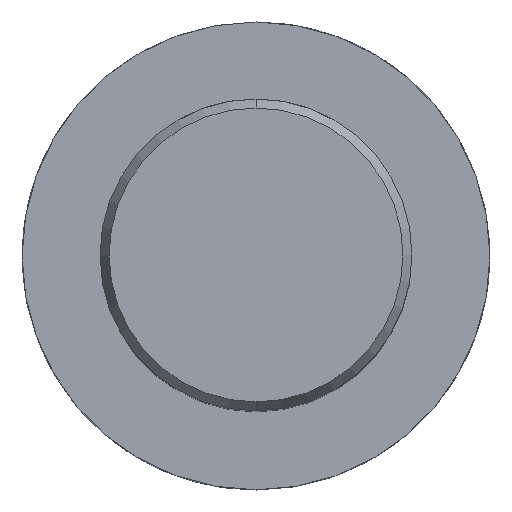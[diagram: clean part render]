
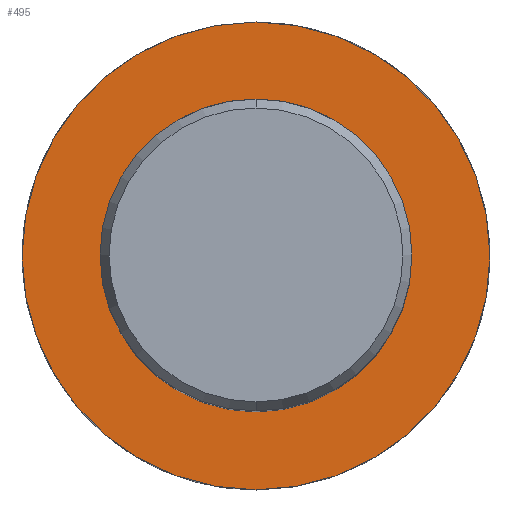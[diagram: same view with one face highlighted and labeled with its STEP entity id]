
A CAD part, top view. The second image highlights one B-rep face of the part: STEP entity #495.
In plain terms, the highlighted planar face has unit normal (0, 0, 1).
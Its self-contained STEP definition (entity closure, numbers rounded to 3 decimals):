
#495=ADVANCED_FACE('',(#1311,#1312),#1313,.T.);
#497=VERTEX_POINT('',#1315);
#619=VERTEX_POINT('',#1451);
#789=VERTEX_POINT('',#1638);
#895=EDGE_CURVE('',#619,#789,#1754,.T.);
#929=EDGE_CURVE('',#497,#1203,#1789,.T.);
#1019=EDGE_CURVE('',#789,#619,#1885,.T.);
#1157=EDGE_CURVE('',#1203,#497,#2035,.T.);
#1203=VERTEX_POINT('',#2084);
#1311=FACE_BOUND('',#2343,.T.);
#1312=FACE_OUTER_BOUND('',#2344,.T.);
#1313=PLANE('',#2345);
#1315=CARTESIAN_POINT('',(0.0,30.0,-70.0));
#1451=CARTESIAN_POINT('',(0.,-20.0,-70.0));
#1638=CARTESIAN_POINT('',(0.0,20.0,-70.0));
#1754=CIRCLE('',#4051,20.0);
#1789=CIRCLE('',#4101,30.0);
#1885=CIRCLE('',#4376,20.0);
#2035=CIRCLE('',#4991,30.0);
#2084=CARTESIAN_POINT('',(0.,-30.0,-70.0));
#2343=EDGE_LOOP('',(#5240,#5241));
#2344=EDGE_LOOP('',(#5242,#5243));
#2345=AXIS2_PLACEMENT_3D('',#5244,#5245,#5246);
#4051=AXIS2_PLACEMENT_3D('',#5754,#5755,#5756);
#4101=AXIS2_PLACEMENT_3D('',#5793,#5794,#5795);
#4376=AXIS2_PLACEMENT_3D('',#5888,#5889,#5890);
#4991=AXIS2_PLACEMENT_3D('',#6063,#6064,#6065);
#5240=ORIENTED_EDGE('',*,*,#1019,.T.);
#5241=ORIENTED_EDGE('',*,*,#895,.T.);
#5242=ORIENTED_EDGE('',*,*,#929,.F.);
#5243=ORIENTED_EDGE('',*,*,#1157,.F.);
#5244=CARTESIAN_POINT('',(0.0,15.0,-70.0));
#5245=DIRECTION('',(-0.0,0.0,1.0));
#5246=DIRECTION('',(0.0,-1.0,0.0));
#5754=CARTESIAN_POINT('',(0.0,0.0,-70.0));
#5755=DIRECTION('',(-0.0,0.0,-1.0));
#5756=DIRECTION('',(0.0,1.0,0.0));
#5793=CARTESIAN_POINT('',(0.0,0.0,-70.0));
#5794=DIRECTION('',(0.0,0.0,-1.0));
#5795=DIRECTION('',(0.0,1.0,0.0));
#5888=CARTESIAN_POINT('',(0.0,0.0,-70.0));
#5889=DIRECTION('',(-0.0,0.0,-1.0));
#5890=DIRECTION('',(0.0,1.0,0.0));
#6063=CARTESIAN_POINT('',(0.0,0.0,-70.0));
#6064=DIRECTION('',(0.0,0.0,-1.0));
#6065=DIRECTION('',(0.0,1.0,0.0));
